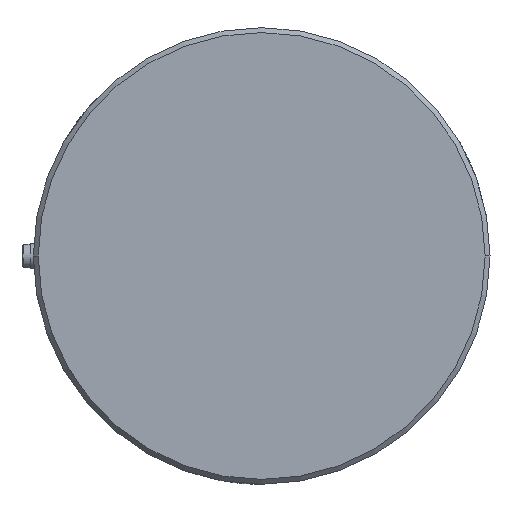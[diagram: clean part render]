
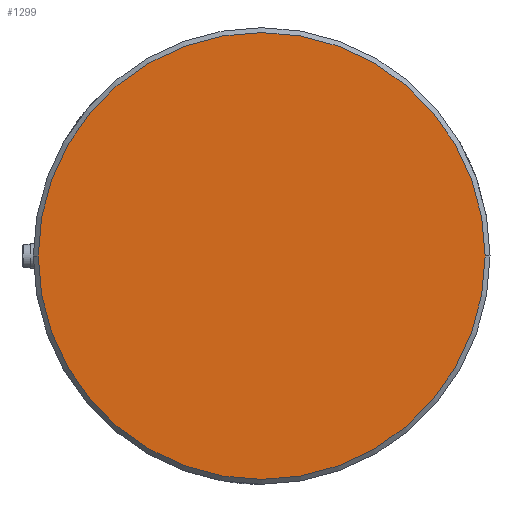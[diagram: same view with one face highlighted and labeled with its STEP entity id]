
A CAD part, left-side view. The second image highlights one B-rep face of the part: STEP entity #1299.
In plain terms, the highlighted planar face has unit normal (-1, 0, 0).
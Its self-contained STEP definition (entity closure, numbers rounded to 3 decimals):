
#83 = EDGE_CURVE ( 'NONE', #1918, #1954, #2085, .T. ) ;
#566 = ORIENTED_EDGE ( 'NONE', *, *, #882, .T. ) ;
#582 = ORIENTED_EDGE ( 'NONE', *, *, #83, .T. ) ;
#882 = EDGE_CURVE ( 'NONE', #1954, #1918, #2347, .T. ) ;
#1042 = EDGE_LOOP ( 'NONE', ( #582, #566 ) ) ;
#1299 = ADVANCED_FACE ( 'NONE', ( #3728 ), #4016, .F. ) ;
#1435 = AXIS2_PLACEMENT_3D ( 'NONE', #3062, #3054, #3086 ) ;
#1520 = AXIS2_PLACEMENT_3D ( 'NONE', #4017, #4034, #4018 ) ;
#1720 = AXIS2_PLACEMENT_3D ( 'NONE', #1847, #1858, #1869 ) ;
#1847 = CARTESIAN_POINT ( 'NONE',  ( -121.1, 0., 0. ) ) ;
#1858 = DIRECTION ( 'NONE',  ( -1., 0., 0. ) ) ;
#1869 = DIRECTION ( 'NONE',  ( 0., 1., 0. ) ) ;
#1918 = VERTEX_POINT ( 'NONE', #4548 ) ;
#1954 = VERTEX_POINT ( 'NONE', #4539 ) ;
#2085 = CIRCLE ( 'NONE', #1720, 13.7 ) ;
#2347 = CIRCLE ( 'NONE', #1435, 13.7 ) ;
#3054 = DIRECTION ( 'NONE',  ( -1., 0., 0. ) ) ;
#3062 = CARTESIAN_POINT ( 'NONE',  ( -121.1, 0., 0. ) ) ;
#3086 = DIRECTION ( 'NONE',  ( 0., 1., 0. ) ) ;
#3728 = FACE_OUTER_BOUND ( 'NONE', #1042, .T. ) ;
#4016 = PLANE ( 'NONE',  #1520 ) ;
#4017 = CARTESIAN_POINT ( 'NONE',  ( -121.1, -13.864, 13.864 ) ) ;
#4018 = DIRECTION ( 'NONE',  ( 0., 0., -1. ) ) ;
#4034 = DIRECTION ( 'NONE',  ( 1., 0., 0. ) ) ;
#4539 = CARTESIAN_POINT ( 'NONE',  ( -121.1, -13.7, 0. ) ) ;
#4548 = CARTESIAN_POINT ( 'NONE',  ( -121.1, 13.7, 0. ) ) ;
